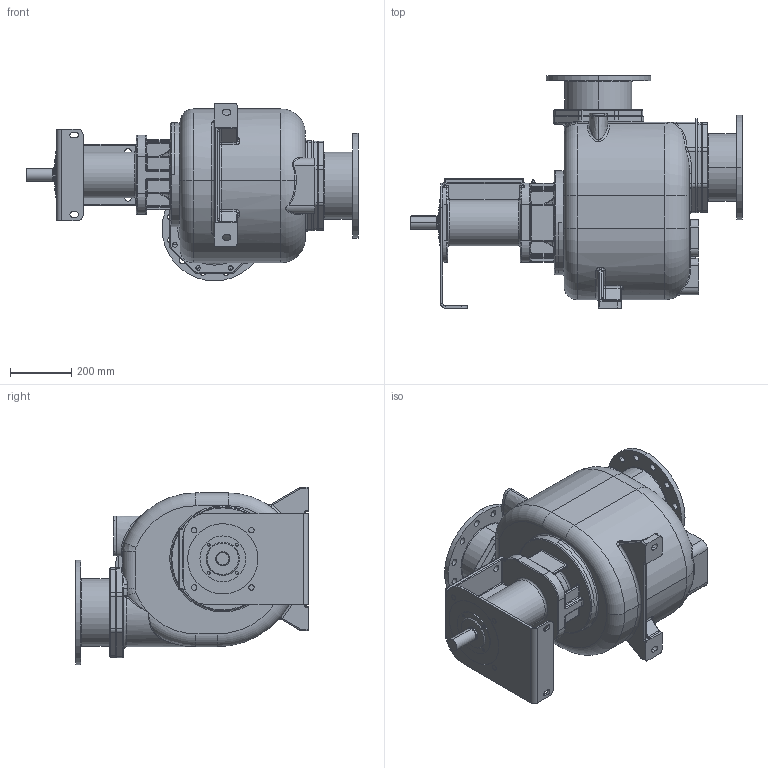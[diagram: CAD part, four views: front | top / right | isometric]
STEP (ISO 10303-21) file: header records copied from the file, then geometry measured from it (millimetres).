
FILE_DESCRIPTION((''),'2;1');
FILE_NAME('S201_B_F','2021-03-25T12:59:48',('Nicola'),(''),'CREO PARAMETRIC BY PTC INC, 2020342','CREO PARAMETRIC BY PTC INC, 2020342','');
FILE_SCHEMA(('CONFIG_CONTROL_DESIGN'));
Products named in the file (1): S201_B_F
Bounding box: 1088 x 762 x 582.5 mm (x, y, z)
Volume: 123383018.2 mm3; surface area: 3009864.7 mm2
Topology: 4 solids, 4 shells, 1286 faces, 3101 edges, 1833 vertices
Faces by surface type: cylinder 583, plane 238, torus 175, bspline 162, cone 80, sphere 46, extrusion 2
Entity records: 54611 total; most frequent: CARTESIAN_POINT 25074, DIRECTION 6384, ORIENTED_EDGE 6090, EDGE_CURVE 3045, AXIS2_PLACEMENT_3D 2628, VERTEX_POINT 1833, CIRCLE 1504, EDGE_LOOP 1460
